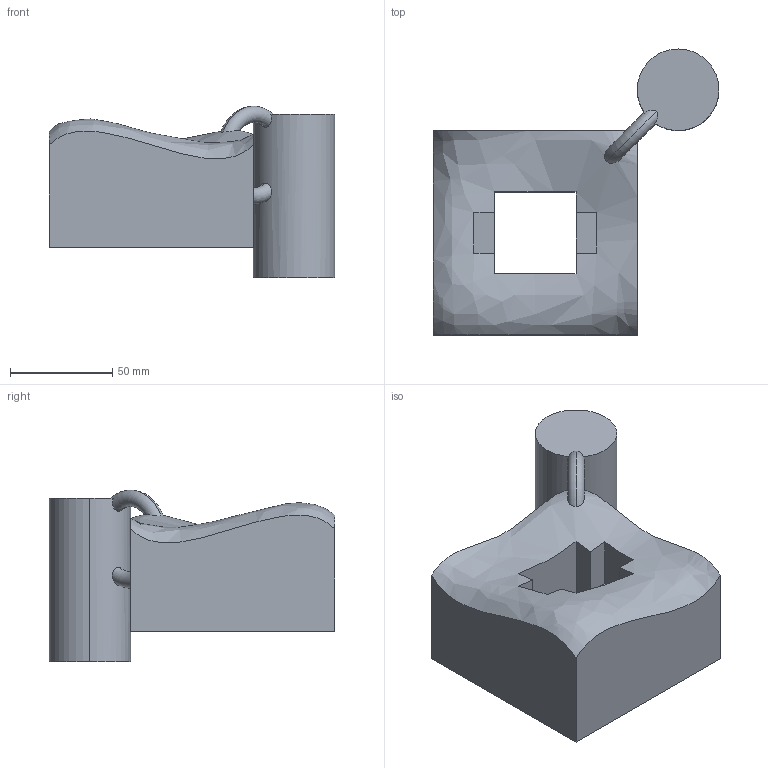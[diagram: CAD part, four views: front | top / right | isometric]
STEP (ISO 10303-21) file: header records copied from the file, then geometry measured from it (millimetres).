
FILE_DESCRIPTION(('produced by SPATIAL CORP'),'2;1');
FILE_NAME('ex23.hh.sat.stp', '2002-04-19T11:06:31+00:00',('SPATIAL CORP'),('SPATIAL CORP'), 'ACIS STEP Husk','http://www.spatial.com','SPATIAL CORP');
FILE_SCHEMA(('CONFIG_CONTROL_DESIGN'));
Length unit declared in the file: millimetre
Products named in the file (1): PRODUCT_ID_1
Bounding box: 140 x 140 x 83.92 mm (x, y, z)
Volume: 538499.7 mm3; surface area: 60682.6 mm2
Topology: 1 solids, 1 shells, 26 faces, 71 edges, 47 vertices
Faces by surface type: plane 19, torus 4, cylinder 2, bspline 1
Entity records: 1183 total; most frequent: CARTESIAN_POINT 524, ORIENTED_EDGE 142, DIRECTION 80, EDGE_CURVE 71, VERTEX_POINT 47, VECTOR 32, LINE 32, EDGE_LOOP 30
